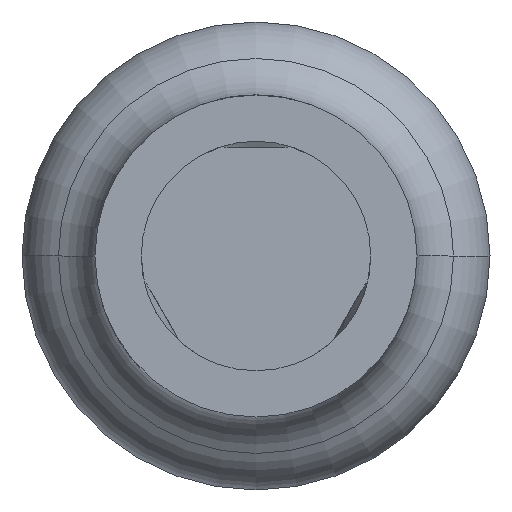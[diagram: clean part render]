
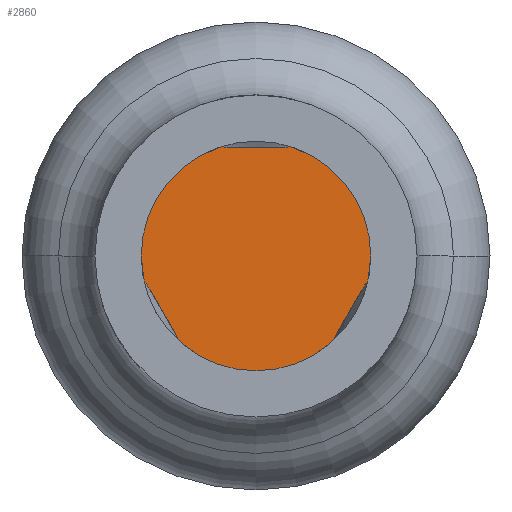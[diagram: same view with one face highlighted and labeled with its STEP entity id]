
A CAD part, front view. The second image highlights one B-rep face of the part: STEP entity #2860.
In plain terms, the highlighted planar face has unit normal (0, -1, 0).
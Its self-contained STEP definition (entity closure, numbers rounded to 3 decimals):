
#186 = AXIS2_PLACEMENT_3D ( 'NONE', #4535, #3477, #4510 ) ;
#488 = DIRECTION ( 'NONE',  ( -1., 0., 0. ) ) ;
#656 = FACE_OUTER_BOUND ( 'NONE', #2175, .T. ) ;
#896 = CARTESIAN_POINT ( 'NONE',  ( -0.513, -24.7, 0. ) ) ;
#1075 = DIRECTION ( 'NONE',  ( 0., 1., 0. ) ) ;
#2175 = EDGE_LOOP ( 'NONE', ( #5964, #4243 ) ) ;
#2860 = ADVANCED_FACE ( 'Defeature ausgef�hrt1_42', ( #656 ), #5713, .F. ) ;
#2901 = DIRECTION ( 'NONE',  ( 0., 1., 0. ) ) ;
#3138 = CIRCLE ( 'NONE', #4004, 0.513 ) ;
#3477 = DIRECTION ( 'NONE',  ( 0., 1., 0. ) ) ;
#3689 = VERTEX_POINT ( 'NONE', #896 ) ;
#3933 = DIRECTION ( 'NONE',  ( 1., 0., 0. ) ) ;
#3962 = CARTESIAN_POINT ( 'NONE',  ( 0., -24.7, 0. ) ) ;
#3967 = CIRCLE ( 'NONE', #186, 0.513 ) ;
#4004 = AXIS2_PLACEMENT_3D ( 'NONE', #3962, #1075, #3933 ) ;
#4210 = EDGE_CURVE ( 'Defeature ausgef�hrt1_0+Defeature ausgef�hrt1_42+Defeature ausgef�hrt1_42+Defeature ausgef�hrt1_42', #3689, #4214, #3138, .T. ) ;
#4214 = VERTEX_POINT ( 'NONE', #4924 ) ;
#4243 = ORIENTED_EDGE ( 'NONE', *, *, #4537, .F. ) ;
#4303 = CARTESIAN_POINT ( 'NONE',  ( 0., -24.7, 0. ) ) ;
#4510 = DIRECTION ( 'NONE',  ( 1., 0., 0. ) ) ;
#4535 = CARTESIAN_POINT ( 'NONE',  ( 0., -24.7, 0. ) ) ;
#4537 = EDGE_CURVE ( 'Defeature ausgef�hrt1_0+Defeature ausgef�hrt1_42+Defeature ausgef�hrt1_42+Defeature ausgef�hrt1_42', #4214, #3689, #3967, .T. ) ;
#4924 = CARTESIAN_POINT ( 'NONE',  ( 0.513, -24.7, 0. ) ) ;
#5713 = PLANE ( 'NONE',  #6208 ) ;
#5964 = ORIENTED_EDGE ( 'NONE', *, *, #4210, .F. ) ;
#6208 = AXIS2_PLACEMENT_3D ( 'NONE', #4303, #2901, #488 ) ;
